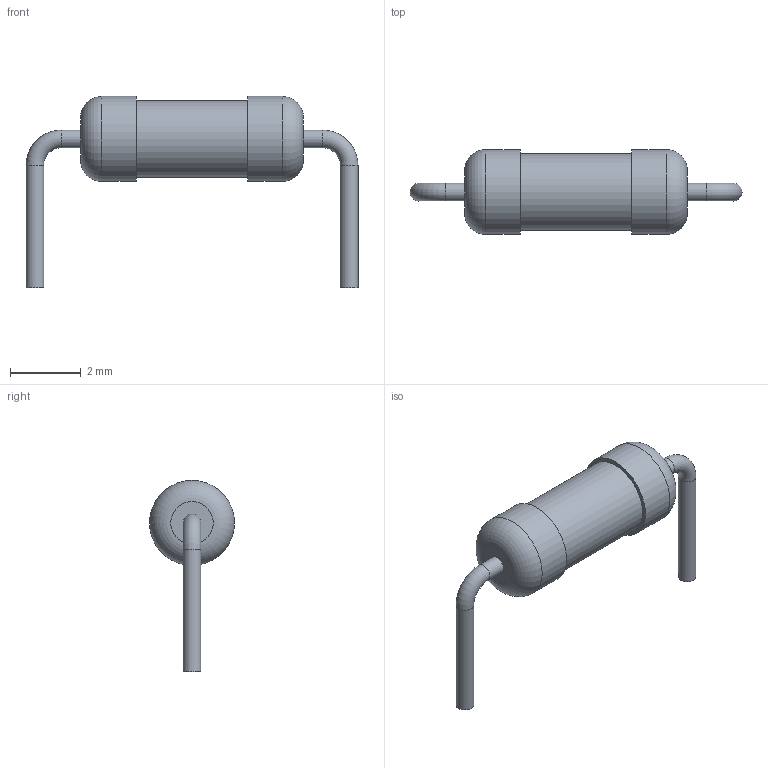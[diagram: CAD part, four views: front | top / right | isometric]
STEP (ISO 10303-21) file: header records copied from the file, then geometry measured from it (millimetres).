
FILE_DESCRIPTION(/* description */ ('model of R_Axial_Yageo_CFR25JB_52_L6.3mm_D2.4mm_P8.88mm_Horizontal'),/* implementation_level */ '2;1');
FILE_NAME(/* name */ 'R_Axial_Yageo_CFR25JB_52_L6.3mm_D2.4mm_P8.88mm_Horizontal.step',/* time_stamp */ '1970-01-01T00:00:00',/* author */ ('KiCAD','kicad'),/* organization */ ('OCCT'),/* preprocessor_version */ '',/* originating_system */ 'KiCAD',/* authorisation */ '');
FILE_SCHEMA(('AUTOMOTIVE_DESIGN { 1 0 10303 214 1 1 1 1 }'));
Length unit declared in the file: millimetre
Products named in the file (1): R_Axial_Yageo_CFR25JB_52_L6.3mm_D2.4mm_P8.88mm_Horizontal
Bounding box: 9.38 x 2.4 x 5.4 mm (x, y, z)
Volume: 26.8 mm3; surface area: 67.9 mm2
Topology: 1 solids, 1 shells, 17 faces, 27 edges, 16 vertices
Faces by surface type: cylinder 7, plane 6, torus 4
Full cylindrical faces by diameter (mm): 0.5 x4, 2.16 x1, 2.4 x2
Entity records: 340 total; most frequent: ORIENTED_EDGE 47, CARTESIAN_POINT 44, AXIS2_PLACEMENT_3D 33, EDGE_CURVE 27, FACE_BOUND 21, EDGE_LOOP 21, CIRCLE 20, DIRECTION 18
